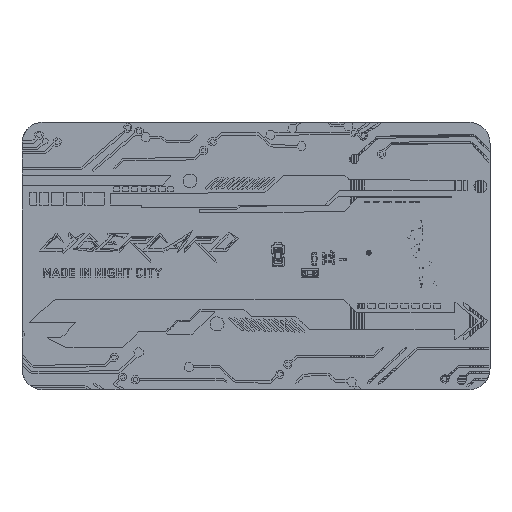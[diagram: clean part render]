
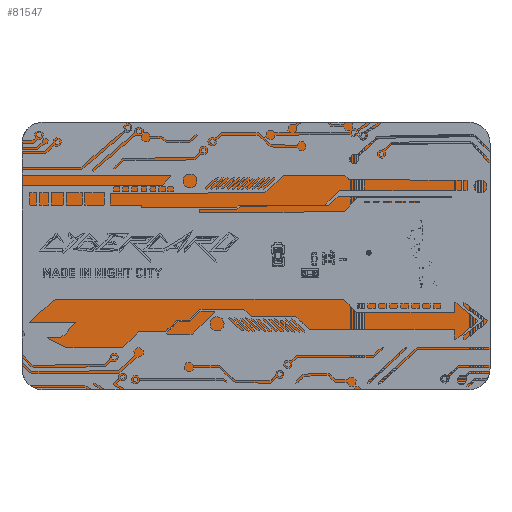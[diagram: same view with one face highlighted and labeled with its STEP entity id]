
A CAD part, top view. The second image highlights one B-rep face of the part: STEP entity #81547.
In plain terms, the highlighted planar face has unit normal (0, 0, 1).
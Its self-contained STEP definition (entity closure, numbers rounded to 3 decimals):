
#81376 = VERTEX_POINT('',#81377);
#81377 = CARTESIAN_POINT('',(183.2,-19.15,1.51));
#81383 = EDGE_CURVE('',#81376,#81384,#81386,.T.);
#81384 = VERTEX_POINT('',#81385);
#81385 = CARTESIAN_POINT('',(187.2,-23.15,1.51));
#81386 = CIRCLE('',#81387,4.);
#81387 = AXIS2_PLACEMENT_3D('',#81388,#81389,#81390);
#81388 = CARTESIAN_POINT('',(183.2,-23.15,1.51));
#81389 = DIRECTION('',(0.,0.,-1.));
#81390 = DIRECTION('',(0.,1.,0.));
#81418 = VERTEX_POINT('',#81419);
#81419 = CARTESIAN_POINT('',(102.3,-19.15,1.51));
#81425 = EDGE_CURVE('',#81418,#81376,#81426,.T.);
#81426 = LINE('',#81427,#81428);
#81427 = CARTESIAN_POINT('',(102.3,-19.15,1.51));
#81428 = VECTOR('',#81429,1.);
#81429 = DIRECTION('',(1.,0.,0.));
#81447 = EDGE_CURVE('',#81384,#81448,#81450,.T.);
#81448 = VERTEX_POINT('',#81449);
#81449 = CARTESIAN_POINT('',(187.2,-65.95,1.51));
#81450 = LINE('',#81451,#81452);
#81451 = CARTESIAN_POINT('',(187.2,-23.15,1.51));
#81452 = VECTOR('',#81453,1.);
#81453 = DIRECTION('',(0.,-1.,0.));
#81547 = ADVANCED_FACE('',(#81548,#81594,#81605),#81616,.T.);
#81548 = FACE_BOUND('',#81549,.T.);
#81549 = EDGE_LOOP('',(#81550,#81551,#81552,#81561,#81569,#81578,#81586,
    #81593));
#81550 = ORIENTED_EDGE('',*,*,#81383,.F.);
#81551 = ORIENTED_EDGE('',*,*,#81425,.F.);
#81552 = ORIENTED_EDGE('',*,*,#81553,.F.);
#81553 = EDGE_CURVE('',#81554,#81418,#81556,.T.);
#81554 = VERTEX_POINT('',#81555);
#81555 = CARTESIAN_POINT('',(98.3,-23.15,1.51));
#81556 = CIRCLE('',#81557,4.);
#81557 = AXIS2_PLACEMENT_3D('',#81558,#81559,#81560);
#81558 = CARTESIAN_POINT('',(102.3,-23.15,1.51));
#81559 = DIRECTION('',(0.,0.,-1.));
#81560 = DIRECTION('',(-1.,0.,0.));
#81561 = ORIENTED_EDGE('',*,*,#81562,.F.);
#81562 = EDGE_CURVE('',#81563,#81554,#81565,.T.);
#81563 = VERTEX_POINT('',#81564);
#81564 = CARTESIAN_POINT('',(98.3,-65.95,1.51));
#81565 = LINE('',#81566,#81567);
#81566 = CARTESIAN_POINT('',(98.3,-65.95,1.51));
#81567 = VECTOR('',#81568,1.);
#81568 = DIRECTION('',(0.,1.,0.));
#81569 = ORIENTED_EDGE('',*,*,#81570,.F.);
#81570 = EDGE_CURVE('',#81571,#81563,#81573,.T.);
#81571 = VERTEX_POINT('',#81572);
#81572 = CARTESIAN_POINT('',(102.3,-69.95,1.51));
#81573 = CIRCLE('',#81574,4.);
#81574 = AXIS2_PLACEMENT_3D('',#81575,#81576,#81577);
#81575 = CARTESIAN_POINT('',(102.3,-65.95,1.51));
#81576 = DIRECTION('',(0.,0.,-1.));
#81577 = DIRECTION('',(0.,-1.,-0.));
#81578 = ORIENTED_EDGE('',*,*,#81579,.F.);
#81579 = EDGE_CURVE('',#81580,#81571,#81582,.T.);
#81580 = VERTEX_POINT('',#81581);
#81581 = CARTESIAN_POINT('',(183.2,-69.95,1.51));
#81582 = LINE('',#81583,#81584);
#81583 = CARTESIAN_POINT('',(183.2,-69.95,1.51));
#81584 = VECTOR('',#81585,1.);
#81585 = DIRECTION('',(-1.,0.,0.));
#81586 = ORIENTED_EDGE('',*,*,#81587,.F.);
#81587 = EDGE_CURVE('',#81448,#81580,#81588,.T.);
#81588 = CIRCLE('',#81589,4.);
#81589 = AXIS2_PLACEMENT_3D('',#81590,#81591,#81592);
#81590 = CARTESIAN_POINT('',(183.2,-65.95,1.51));
#81591 = DIRECTION('',(0.,0.,-1.));
#81592 = DIRECTION('',(1.,0.,0.));
#81593 = ORIENTED_EDGE('',*,*,#81447,.F.);
#81594 = FACE_BOUND('',#81595,.T.);
#81595 = EDGE_LOOP('',(#81596));
#81596 = ORIENTED_EDGE('',*,*,#81597,.T.);
#81597 = EDGE_CURVE('',#81598,#81598,#81600,.T.);
#81598 = VERTEX_POINT('',#81599);
#81599 = CARTESIAN_POINT('',(158.2,-44.35,1.51));
#81600 = CIRCLE('',#81601,0.15);
#81601 = AXIS2_PLACEMENT_3D('',#81602,#81603,#81604);
#81602 = CARTESIAN_POINT('',(158.2,-44.2,1.51));
#81603 = DIRECTION('',(-0.,0.,-1.));
#81604 = DIRECTION('',(-0.,-1.,0.));
#81605 = FACE_BOUND('',#81606,.T.);
#81606 = EDGE_LOOP('',(#81607));
#81607 = ORIENTED_EDGE('',*,*,#81608,.T.);
#81608 = EDGE_CURVE('',#81609,#81609,#81611,.T.);
#81609 = VERTEX_POINT('',#81610);
#81610 = CARTESIAN_POINT('',(164.306,-43.915,1.51));
#81611 = CIRCLE('',#81612,0.15);
#81612 = AXIS2_PLACEMENT_3D('',#81613,#81614,#81615);
#81613 = CARTESIAN_POINT('',(164.156,-43.915,1.51));
#81614 = DIRECTION('',(0.,-0.,-1.));
#81615 = DIRECTION('',(1.,0.001,-0.));
#81616 = PLANE('',#81617);
#81617 = AXIS2_PLACEMENT_3D('',#81618,#81619,#81620);
#81618 = CARTESIAN_POINT('',(0.,0.,1.51));
#81619 = DIRECTION('',(0.,0.,1.));
#81620 = DIRECTION('',(1.,0.,-0.));
